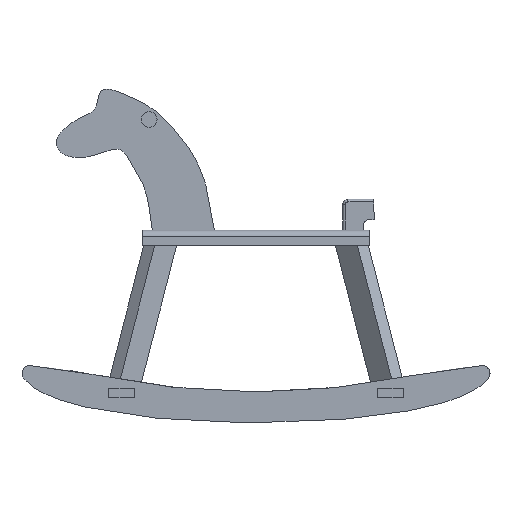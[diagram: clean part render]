
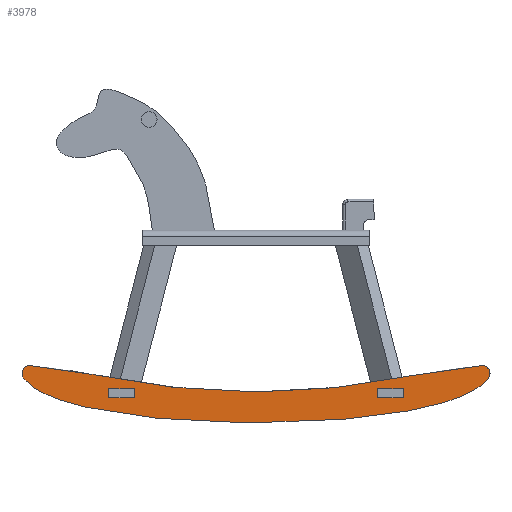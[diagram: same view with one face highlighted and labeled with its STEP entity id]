
A CAD part, front view. The second image highlights one B-rep face of the part: STEP entity #3978.
In plain terms, the highlighted planar face has unit normal (0, -1, 0).
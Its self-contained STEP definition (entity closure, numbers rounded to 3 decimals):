
#75=B_SPLINE_CURVE_WITH_KNOTS('',3,(#7131,#7132,#7133,#7134,#7135,#7136,
#7137,#7138,#7139,#7140,#7141,#7142,#7143),.UNSPECIFIED.,.F.,.F.,(4,3,3,
3,4),(0.,0.495,1.486,2.476,3.466),
 .UNSPECIFIED.);
#77=B_SPLINE_CURVE_WITH_KNOTS('',3,(#7165,#7166,#7167,#7168),
 .UNSPECIFIED.,.F.,.F.,(4,4),(0.167,1.),.UNSPECIFIED.);
#80=B_SPLINE_CURVE_WITH_KNOTS('',3,(#7204,#7205,#7206,#7207,#7208,#7209,
#7210,#7211,#7212,#7213,#7214,#7215,#7216),.UNSPECIFIED.,.F.,.F.,(4,3,3,
3,4),(0.,0.495,1.486,2.476,3.466),
 .UNSPECIFIED.);
#81=B_SPLINE_CURVE_WITH_KNOTS('',3,(#7218,#7219,#7220,#7221),
 .UNSPECIFIED.,.F.,.F.,(4,4),(0.,11.847),.UNSPECIFIED.);
#103=(
BOUNDED_CURVE()
B_SPLINE_CURVE(5,(#7180,#7181,#7182,#7183,#7184,#7185,#7186,#7187,#7188,
#7189,#7190,#7191,#7192,#7193,#7194,#7195,#7196,#7197,#7198,#7199,#7200,
#7201,#7202),.UNSPECIFIED.,.F.,.F.)
B_SPLINE_CURVE_WITH_KNOTS((6,1,1,1,1,1,1,1,1,1,1,1,1,1,1,1,1,1,6),(0.06,
0.1,0.15,0.2,0.25,0.3,0.35,0.4,0.45,0.5,0.55,0.6,0.65,0.7,0.75,0.8,0.85,
0.9,0.94),.UNSPECIFIED.)
CURVE()
GEOMETRIC_REPRESENTATION_ITEM()
RATIONAL_B_SPLINE_CURVE((1.,1.,1.,1.,1.,1.,1.,1.,1.,1.,1.,1.,1.,1.,1.,1.,
1.,1.,1.,1.,1.,1.,1.))
REPRESENTATION_ITEM('')
);
#104=(
BOUNDED_CURVE()
B_SPLINE_CURVE(5,(#7222,#7223,#7224,#7225,#7226,#7227,#7228,#7229,#7230,
#7231,#7232,#7233,#7234),.UNSPECIFIED.,.F.,.F.)
B_SPLINE_CURVE_WITH_KNOTS((6,1,1,1,1,1,1,1,6),(0.101,0.2,0.3,
0.4,0.5,0.6,0.7,0.8,0.899),.UNSPECIFIED.)
CURVE()
GEOMETRIC_REPRESENTATION_ITEM()
RATIONAL_B_SPLINE_CURVE((1.,1.,1.,1.,1.,1.,1.,1.,1.,1.,1.,1.,1.))
REPRESENTATION_ITEM('')
);
#191=FACE_BOUND('',#828,.T.);
#192=FACE_BOUND('',#829,.T.);
#369=PLANE('',#4360);
#581=FACE_OUTER_BOUND('',#827,.T.);
#827=EDGE_LOOP('',(#3653,#3654,#3655,#3656,#3657,#3658));
#828=EDGE_LOOP('',(#3659,#3660,#3661,#3662));
#829=EDGE_LOOP('',(#3663,#3664,#3665,#3666));
#1270=LINE('',#7041,#1743);
#1273=LINE('',#7047,#1746);
#1276=LINE('',#7053,#1749);
#1279=LINE('',#7057,#1752);
#1282=LINE('',#7065,#1755);
#1286=LINE('',#7072,#1759);
#1289=LINE('',#7078,#1762);
#1291=LINE('',#7081,#1764);
#1743=VECTOR('',#5222,10.);
#1746=VECTOR('',#5227,10.);
#1749=VECTOR('',#5232,10.);
#1752=VECTOR('',#5237,10.);
#1755=VECTOR('',#5242,10.);
#1759=VECTOR('',#5248,10.);
#1762=VECTOR('',#5253,10.);
#1764=VECTOR('',#5257,10.);
#2124=VERTEX_POINT('',#7038);
#2125=VERTEX_POINT('',#7040);
#2127=VERTEX_POINT('',#7046);
#2129=VERTEX_POINT('',#7052);
#2132=VERTEX_POINT('',#7062);
#2133=VERTEX_POINT('',#7064);
#2135=VERTEX_POINT('',#7070);
#2137=VERTEX_POINT('',#7076);
#2140=VERTEX_POINT('',#7125);
#2141=VERTEX_POINT('',#7130);
#2142=VERTEX_POINT('',#7164);
#2144=VERTEX_POINT('',#7179);
#2145=VERTEX_POINT('',#7203);
#2146=VERTEX_POINT('',#7217);
#2630=EDGE_CURVE('',#2125,#2124,#1270,.T.);
#2633=EDGE_CURVE('',#2127,#2125,#1273,.T.);
#2636=EDGE_CURVE('',#2129,#2127,#1276,.T.);
#2639=EDGE_CURVE('',#2124,#2129,#1279,.T.);
#2642=EDGE_CURVE('',#2133,#2132,#1282,.T.);
#2646=EDGE_CURVE('',#2132,#2135,#1286,.T.);
#2649=EDGE_CURVE('',#2135,#2137,#1289,.T.);
#2651=EDGE_CURVE('',#2137,#2133,#1291,.T.);
#2654=EDGE_CURVE('',#2140,#2141,#75,.T.);
#2656=EDGE_CURVE('',#2141,#2142,#77,.T.);
#2659=EDGE_CURVE('',#2144,#2140,#103,.T.);
#2660=EDGE_CURVE('',#2145,#2144,#80,.T.);
#2661=EDGE_CURVE('',#2146,#2145,#81,.T.);
#2662=EDGE_CURVE('',#2146,#2142,#104,.T.);
#3653=ORIENTED_EDGE('',*,*,#2654,.F.);
#3654=ORIENTED_EDGE('',*,*,#2659,.F.);
#3655=ORIENTED_EDGE('',*,*,#2660,.F.);
#3656=ORIENTED_EDGE('',*,*,#2661,.F.);
#3657=ORIENTED_EDGE('',*,*,#2662,.T.);
#3658=ORIENTED_EDGE('',*,*,#2656,.F.);
#3659=ORIENTED_EDGE('',*,*,#2630,.T.);
#3660=ORIENTED_EDGE('',*,*,#2639,.T.);
#3661=ORIENTED_EDGE('',*,*,#2636,.T.);
#3662=ORIENTED_EDGE('',*,*,#2633,.T.);
#3663=ORIENTED_EDGE('',*,*,#2642,.T.);
#3664=ORIENTED_EDGE('',*,*,#2646,.T.);
#3665=ORIENTED_EDGE('',*,*,#2649,.T.);
#3666=ORIENTED_EDGE('',*,*,#2651,.T.);
#3978=ADVANCED_FACE('',(#581,#191,#192),#369,.F.);
#4360=AXIS2_PLACEMENT_3D('',#7178,#5258,#5259);
#5222=DIRECTION('',(0.,0.,1.));
#5227=DIRECTION('',(-1.,0.,0.));
#5232=DIRECTION('',(0.,0.,-1.));
#5237=DIRECTION('',(1.,0.,0.));
#5242=DIRECTION('',(0.,0.,-1.));
#5248=DIRECTION('',(-1.,0.,0.));
#5253=DIRECTION('',(0.,0.,1.));
#5257=DIRECTION('',(1.,0.,0.));
#5258=DIRECTION('center_axis',(0.,1.,0.));
#5259=DIRECTION('ref_axis',(-1.,0.,0.));
#7038=CARTESIAN_POINT('',(235.,-172.5,24.));
#7040=CARTESIAN_POINT('',(235.,-172.5,6.));
#7041=CARTESIAN_POINT('',(235.,-172.5,9.738));
#7046=CARTESIAN_POINT('',(285.,-172.5,6.));
#7047=CARTESIAN_POINT('',(142.5,-172.5,6.));
#7052=CARTESIAN_POINT('',(285.,-172.5,24.));
#7053=CARTESIAN_POINT('',(285.,-172.5,18.738));
#7057=CARTESIAN_POINT('',(117.5,-172.5,24.));
#7062=CARTESIAN_POINT('',(-235.,-172.5,6.));
#7064=CARTESIAN_POINT('',(-235.,-172.5,24.));
#7065=CARTESIAN_POINT('',(-235.,-172.5,9.738));
#7070=CARTESIAN_POINT('',(-285.,-172.5,6.));
#7072=CARTESIAN_POINT('',(-142.5,-172.5,6.));
#7076=CARTESIAN_POINT('',(-285.,-172.5,24.));
#7078=CARTESIAN_POINT('',(-285.,-172.5,18.738));
#7081=CARTESIAN_POINT('',(-117.5,-172.5,24.));
#7125=CARTESIAN_POINT('',(-449.504,-172.5,44.312));
#7130=CARTESIAN_POINT('',(-436.362,-172.5,68.362));
#7131=CARTESIAN_POINT('Ctrl Pts',(-449.504,-172.5,44.312));
#7132=CARTESIAN_POINT('Ctrl Pts',(-450.502,-172.5,45.621));
#7133=CARTESIAN_POINT('Ctrl Pts',(-451.289,-172.5,47.093));
#7134=CARTESIAN_POINT('Ctrl Pts',(-451.81,-172.5,48.653));
#7135=CARTESIAN_POINT('Ctrl Pts',(-452.852,-172.5,51.773));
#7136=CARTESIAN_POINT('Ctrl Pts',(-452.831,-172.5,55.246));
#7137=CARTESIAN_POINT('Ctrl Pts',(-451.748,-172.5,58.35));
#7138=CARTESIAN_POINT('Ctrl Pts',(-450.665,-172.5,61.453));
#7139=CARTESIAN_POINT('Ctrl Pts',(-448.52,-172.5,64.188));
#7140=CARTESIAN_POINT('Ctrl Pts',(-445.764,-172.5,65.982));
#7141=CARTESIAN_POINT('Ctrl Pts',(-443.009,-172.5,67.776));
#7142=CARTESIAN_POINT('Ctrl Pts',(-439.642,-172.5,68.629));
#7143=CARTESIAN_POINT('Ctrl Pts',(-436.362,-172.5,68.362));
#7164=CARTESIAN_POINT('',(-319.165,-172.5,51.666));
#7165=CARTESIAN_POINT('Ctrl Pts',(-436.362,-172.5,68.362));
#7166=CARTESIAN_POINT('Ctrl Pts',(-397.008,-172.5,65.159));
#7167=CARTESIAN_POINT('Ctrl Pts',(-357.848,-172.5,59.58));
#7168=CARTESIAN_POINT('Ctrl Pts',(-319.165,-172.5,51.666));
#7178=CARTESIAN_POINT('Origin',(0.,-172.5,13.476));
#7179=CARTESIAN_POINT('',(449.504,-172.5,44.312));
#7180=CARTESIAN_POINT('Ctrl Pts',(449.504,-172.5,44.312));
#7181=CARTESIAN_POINT('Ctrl Pts',(447.103,-172.5,41.166));
#7182=CARTESIAN_POINT('Ctrl Pts',(440.905,-172.5,34.202));
#7183=CARTESIAN_POINT('Ctrl Pts',(428.562,-172.5,23.916));
#7184=CARTESIAN_POINT('Ctrl Pts',(406.145,-172.5,11.152));
#7185=CARTESIAN_POINT('Ctrl Pts',(368.464,-172.5,-2.887));
#7186=CARTESIAN_POINT('Ctrl Pts',(319.94,-172.5,-15.233));
#7187=CARTESIAN_POINT('Ctrl Pts',(263.813,-172.5,-25.29));
#7188=CARTESIAN_POINT('Ctrl Pts',(201.937,-172.5,-33.08));
#7189=CARTESIAN_POINT('Ctrl Pts',(136.237,-172.5,-38.624));
#7190=CARTESIAN_POINT('Ctrl Pts',(68.435,-172.5,-41.943));
#7191=CARTESIAN_POINT('Ctrl Pts',(0.,-172.5,-43.048));
#7192=CARTESIAN_POINT('Ctrl Pts',(-68.435,-172.5,-41.943));
#7193=CARTESIAN_POINT('Ctrl Pts',(-136.237,-172.5,-38.624));
#7194=CARTESIAN_POINT('Ctrl Pts',(-201.937,-172.5,-33.08));
#7195=CARTESIAN_POINT('Ctrl Pts',(-263.813,-172.5,-25.29));
#7196=CARTESIAN_POINT('Ctrl Pts',(-319.94,-172.5,-15.233));
#7197=CARTESIAN_POINT('Ctrl Pts',(-368.464,-172.5,-2.887));
#7198=CARTESIAN_POINT('Ctrl Pts',(-406.145,-172.5,11.152));
#7199=CARTESIAN_POINT('Ctrl Pts',(-428.562,-172.5,23.916));
#7200=CARTESIAN_POINT('Ctrl Pts',(-440.905,-172.5,34.202));
#7201=CARTESIAN_POINT('Ctrl Pts',(-447.103,-172.5,41.166));
#7202=CARTESIAN_POINT('Ctrl Pts',(-449.504,-172.5,44.312));
#7203=CARTESIAN_POINT('',(436.362,-172.5,68.362));
#7204=CARTESIAN_POINT('Ctrl Pts',(436.362,-172.5,68.362));
#7205=CARTESIAN_POINT('Ctrl Pts',(438.002,-172.5,68.496));
#7206=CARTESIAN_POINT('Ctrl Pts',(439.666,-172.5,68.363));
#7207=CARTESIAN_POINT('Ctrl Pts',(441.26,-172.5,67.959));
#7208=CARTESIAN_POINT('Ctrl Pts',(444.449,-172.5,67.15));
#7209=CARTESIAN_POINT('Ctrl Pts',(447.361,-172.5,65.257));
#7210=CARTESIAN_POINT('Ctrl Pts',(449.388,-172.5,62.669));
#7211=CARTESIAN_POINT('Ctrl Pts',(451.415,-172.5,60.081));
#7212=CARTESIAN_POINT('Ctrl Pts',(452.558,-172.5,56.799));
#7213=CARTESIAN_POINT('Ctrl Pts',(452.579,-172.5,53.511));
#7214=CARTESIAN_POINT('Ctrl Pts',(452.601,-172.5,50.223));
#7215=CARTESIAN_POINT('Ctrl Pts',(451.5,-172.5,46.929));
#7216=CARTESIAN_POINT('Ctrl Pts',(449.504,-172.5,44.312));
#7217=CARTESIAN_POINT('',(319.165,-172.5,51.666));
#7218=CARTESIAN_POINT('Ctrl Pts',(319.165,-172.5,51.666));
#7219=CARTESIAN_POINT('Ctrl Pts',(357.848,-172.5,59.58));
#7220=CARTESIAN_POINT('Ctrl Pts',(397.008,-172.5,65.159));
#7221=CARTESIAN_POINT('Ctrl Pts',(436.362,-172.5,68.362));
#7222=CARTESIAN_POINT('Ctrl Pts',(319.165,-172.5,51.666));
#7223=CARTESIAN_POINT('Ctrl Pts',(303.332,-172.5,48.427));
#7224=CARTESIAN_POINT('Ctrl Pts',(271.499,-172.5,42.266));
#7225=CARTESIAN_POINT('Ctrl Pts',(223.666,-172.5,34.083));
#7226=CARTESIAN_POINT('Ctrl Pts',(159.833,-172.5,25.414));
#7227=CARTESIAN_POINT('Ctrl Pts',(80.,-172.5,18.665));
#7228=CARTESIAN_POINT('Ctrl Pts',(0.,-172.5,16.35));
#7229=CARTESIAN_POINT('Ctrl Pts',(-80.,-172.5,18.665));
#7230=CARTESIAN_POINT('Ctrl Pts',(-159.833,-172.5,25.414));
#7231=CARTESIAN_POINT('Ctrl Pts',(-223.666,-172.5,34.083));
#7232=CARTESIAN_POINT('Ctrl Pts',(-271.499,-172.5,42.266));
#7233=CARTESIAN_POINT('Ctrl Pts',(-303.332,-172.5,48.427));
#7234=CARTESIAN_POINT('Ctrl Pts',(-319.165,-172.5,51.666));
